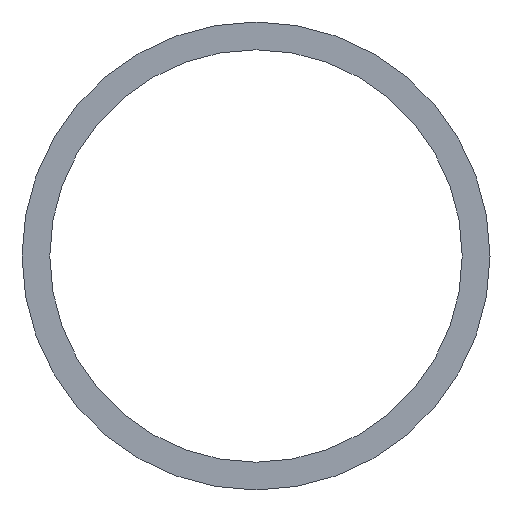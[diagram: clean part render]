
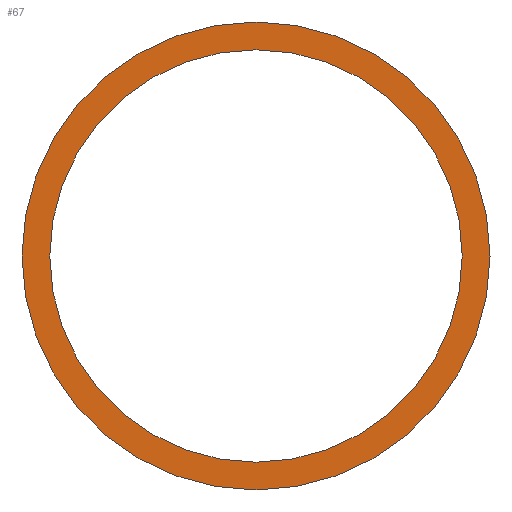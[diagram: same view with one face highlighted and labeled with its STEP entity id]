
A CAD part, left-side view. The second image highlights one B-rep face of the part: STEP entity #67.
In plain terms, the highlighted planar face has unit normal (-1, 0, 0).
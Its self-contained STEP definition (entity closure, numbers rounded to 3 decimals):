
#51 = VERTEX_POINT( '', #121 );
#67 = ADVANCED_FACE( '', ( #140, #141 ), #142, .F. );
#73 = VERTEX_POINT( '', #148 );
#75 = VERTEX_POINT( '', #150 );
#83 = EDGE_CURVE( '', #75, #103, #159, .T. );
#91 = EDGE_CURVE( '', #51, #73, #168, .T. );
#95 = EDGE_CURVE( '', #103, #75, #172, .T. );
#101 = EDGE_CURVE( '', #73, #51, #179, .T. );
#103 = VERTEX_POINT( '', #181 );
#121 = CARTESIAN_POINT( '', ( 0., 0., -355. ) );
#140 = FACE_OUTER_BOUND( '', #212, .T. );
#141 = FACE_BOUND( '', #213, .T. );
#142 = PLANE( '', #214 );
#148 = CARTESIAN_POINT( '', ( 0., 0., 355. ) );
#150 = CARTESIAN_POINT( '', ( 0., 0., 312.9 ) );
#159 = CIRCLE( '', #233, 312.9 );
#168 = CIRCLE( '', #247, 355. );
#172 = CIRCLE( '', #253, 312.9 );
#179 = CIRCLE( '', #262, 355. );
#181 = CARTESIAN_POINT( '', ( 0., 0., -312.9 ) );
#212 = EDGE_LOOP( '', ( #289, #290 ) );
#213 = EDGE_LOOP( '', ( #291, #292 ) );
#214 = AXIS2_PLACEMENT_3D( '', #293, #294, #295 );
#233 = AXIS2_PLACEMENT_3D( '', #307, #308, #309 );
#247 = AXIS2_PLACEMENT_3D( '', #320, #321, #322 );
#253 = AXIS2_PLACEMENT_3D( '', #326, #327, #328 );
#262 = AXIS2_PLACEMENT_3D( '', #340, #341, #342 );
#289 = ORIENTED_EDGE( '', *, *, #91, .F. );
#290 = ORIENTED_EDGE( '', *, *, #101, .F. );
#291 = ORIENTED_EDGE( '', *, *, #95, .T. );
#292 = ORIENTED_EDGE( '', *, *, #83, .T. );
#293 = CARTESIAN_POINT( '', ( 0., 0., 0. ) );
#294 = DIRECTION( '', ( 1., 0., 0. ) );
#295 = DIRECTION( '', ( 0., 0., -1. ) );
#307 = CARTESIAN_POINT( '', ( 0., 0., 0. ) );
#308 = DIRECTION( '', ( 1., 0., 0. ) );
#309 = DIRECTION( '', ( 0., 0., -1. ) );
#320 = CARTESIAN_POINT( '', ( 0., 0., 0. ) );
#321 = DIRECTION( '', ( 1., 0., 0. ) );
#322 = DIRECTION( '', ( 0., 0., -1. ) );
#326 = CARTESIAN_POINT( '', ( 0., 0., 0. ) );
#327 = DIRECTION( '', ( 1., 0., 0. ) );
#328 = DIRECTION( '', ( 0., 0., -1. ) );
#340 = CARTESIAN_POINT( '', ( 0., 0., 0. ) );
#341 = DIRECTION( '', ( 1., 0., 0. ) );
#342 = DIRECTION( '', ( 0., 0., -1. ) );
